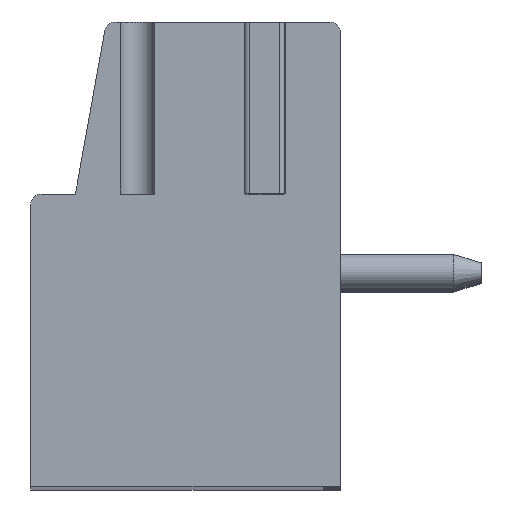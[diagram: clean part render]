
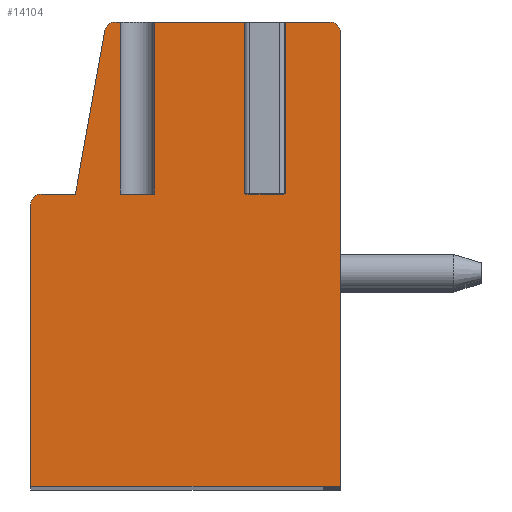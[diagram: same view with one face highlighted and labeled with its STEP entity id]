
A CAD part, top view. The second image highlights one B-rep face of the part: STEP entity #14104.
In plain terms, the highlighted planar face has unit normal (0, 0, 1).
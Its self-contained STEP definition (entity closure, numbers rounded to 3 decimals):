
#52=DIRECTION('',(1.,0.,0.));
#53=VECTOR('',#52,1.);
#54=CARTESIAN_POINT('',(-1.9,3.36,57.5));
#55=LINE('',#54,#53);
#56=DIRECTION('',(0.,1.,0.));
#57=VECTOR('',#56,5.);
#58=CARTESIAN_POINT('',(-0.9,3.36,57.5));
#59=LINE('',#58,#57);
#60=DIRECTION('',(-1.,0.,0.));
#61=VECTOR('',#60,2.8);
#62=CARTESIAN_POINT('',(1.9,8.36,57.5));
#63=LINE('',#62,#61);
#64=DIRECTION('',(0.,1.,0.));
#65=VECTOR('',#64,5.);
#66=CARTESIAN_POINT('',(1.9,3.36,57.5));
#67=LINE('',#66,#65);
#68=DIRECTION('',(1.,0.,0.));
#69=VECTOR('',#68,0.8);
#70=CARTESIAN_POINT('',(1.9,3.36,57.5));
#71=LINE('',#70,#69);
#72=DIRECTION('',(0.,1.,0.));
#73=VECTOR('',#72,5.);
#74=CARTESIAN_POINT('',(2.7,3.36,57.5));
#75=LINE('',#74,#73);
#76=DIRECTION('',(-1.,0.,0.));
#77=VECTOR('',#76,1.5);
#78=CARTESIAN_POINT('',(4.2,8.36,57.5));
#79=LINE('',#78,#77);
#80=CARTESIAN_POINT('',(4.2,8.06,57.5));
#81=DIRECTION('',(0.,0.,1.));
#82=DIRECTION('',(1.,0.,0.));
#83=AXIS2_PLACEMENT_3D('',#80,#81,#82);
#85=DIRECTION('',(0.,1.,0.));
#86=VECTOR('',#85,13.2);
#87=CARTESIAN_POINT('',(4.5,-5.14,57.5));
#88=LINE('',#87,#86);
#89=DIRECTION('',(1.,0.,0.));
#90=VECTOR('',#89,9.);
#91=CARTESIAN_POINT('',(-4.5,-5.14,57.5));
#92=LINE('',#91,#90);
#93=DIRECTION('',(0.,-1.,0.));
#94=VECTOR('',#93,8.2);
#95=CARTESIAN_POINT('',(-4.5,3.06,57.5));
#96=LINE('',#95,#94);
#97=CARTESIAN_POINT('',(-4.2,3.06,57.5));
#98=DIRECTION('',(0.,0.,1.));
#99=DIRECTION('',(0.,1.,0.));
#100=AXIS2_PLACEMENT_3D('',#97,#98,#99);
#102=DIRECTION('',(-1.,0.,0.));
#103=VECTOR('',#102,1.);
#104=CARTESIAN_POINT('',(-3.2,3.36,57.5));
#105=LINE('',#104,#103);
#106=DIRECTION('',(-0.177,-0.984,0.));
#107=VECTOR('',#106,4.829);
#108=CARTESIAN_POINT('',(-2.345,8.113,57.5));
#109=LINE('',#108,#107);
#110=CARTESIAN_POINT('',(-2.05,8.06,57.5));
#111=DIRECTION('',(0.,0.,1.));
#112=DIRECTION('',(0.,1.,0.));
#113=AXIS2_PLACEMENT_3D('',#110,#111,#112);
#115=DIRECTION('',(-1.,0.,0.));
#116=VECTOR('',#115,0.15);
#117=CARTESIAN_POINT('',(-1.9,8.36,57.5));
#118=LINE('',#117,#116);
#119=DIRECTION('',(0.,1.,0.));
#120=VECTOR('',#119,5.);
#121=CARTESIAN_POINT('',(-1.9,3.36,57.5));
#122=LINE('',#121,#120);
#10934=CARTESIAN_POINT('',(4.5,-5.14,57.5));
#10935=CARTESIAN_POINT('',(4.5,8.06,57.5));
#10936=VERTEX_POINT('',#10934);
#10937=VERTEX_POINT('',#10935);
#10938=CARTESIAN_POINT('',(4.2,8.36,57.5));
#10939=VERTEX_POINT('',#10938);
#10940=CARTESIAN_POINT('',(-2.05,8.36,57.5));
#10941=CARTESIAN_POINT('',(-2.345,8.113,57.5));
#10942=VERTEX_POINT('',#10940);
#10943=VERTEX_POINT('',#10941);
#10944=CARTESIAN_POINT('',(-3.2,3.36,57.5));
#10945=VERTEX_POINT('',#10944);
#10946=CARTESIAN_POINT('',(-4.2,3.36,57.5));
#10947=VERTEX_POINT('',#10946);
#10948=CARTESIAN_POINT('',(-4.5,3.06,57.5));
#10949=VERTEX_POINT('',#10948);
#10950=CARTESIAN_POINT('',(-4.5,-5.14,57.5));
#10951=VERTEX_POINT('',#10950);
#11239=CARTESIAN_POINT('',(1.9,3.36,57.5));
#11240=CARTESIAN_POINT('',(2.7,3.36,57.5));
#11241=VERTEX_POINT('',#11239);
#11242=VERTEX_POINT('',#11240);
#11243=CARTESIAN_POINT('',(2.7,8.36,57.5));
#11244=VERTEX_POINT('',#11243);
#11245=CARTESIAN_POINT('',(1.9,8.36,57.5));
#11246=VERTEX_POINT('',#11245);
#11267=CARTESIAN_POINT('',(-1.9,3.36,57.5));
#11268=CARTESIAN_POINT('',(-0.9,3.36,57.5));
#11269=VERTEX_POINT('',#11267);
#11270=VERTEX_POINT('',#11268);
#11271=CARTESIAN_POINT('',(-0.9,8.36,57.5));
#11272=VERTEX_POINT('',#11271);
#11273=CARTESIAN_POINT('',(-1.9,8.36,57.5));
#11274=VERTEX_POINT('',#11273);
#14063=CARTESIAN_POINT('',(0.,0.,57.5));
#14064=DIRECTION('',(0.,0.,1.));
#14065=DIRECTION('',(1.,0.,0.));
#14066=AXIS2_PLACEMENT_3D('',#14063,#14064,#14065);
#14067=PLANE('',#14066);
#14069=ORIENTED_EDGE('',*,*,#14068,.T.);
#14071=ORIENTED_EDGE('',*,*,#14070,.T.);
#14073=ORIENTED_EDGE('',*,*,#14072,.F.);
#14075=ORIENTED_EDGE('',*,*,#14074,.F.);
#14077=ORIENTED_EDGE('',*,*,#14076,.T.);
#14079=ORIENTED_EDGE('',*,*,#14078,.T.);
#14081=ORIENTED_EDGE('',*,*,#14080,.F.);
#14083=ORIENTED_EDGE('',*,*,#14082,.F.);
#14085=ORIENTED_EDGE('',*,*,#14084,.F.);
#14087=ORIENTED_EDGE('',*,*,#14086,.F.);
#14089=ORIENTED_EDGE('',*,*,#14088,.F.);
#14091=ORIENTED_EDGE('',*,*,#14090,.F.);
#14093=ORIENTED_EDGE('',*,*,#14092,.F.);
#14095=ORIENTED_EDGE('',*,*,#14094,.F.);
#14097=ORIENTED_EDGE('',*,*,#14096,.F.);
#14099=ORIENTED_EDGE('',*,*,#14098,.F.);
#14101=ORIENTED_EDGE('',*,*,#14100,.F.);
#14102=EDGE_LOOP('',(#14069,#14071,#14073,#14075,#14077,#14079,#14081,#14083,
#14085,#14087,#14089,#14091,#14093,#14095,#14097,#14099,#14101));
#14103=FACE_OUTER_BOUND('',#14102,.F.);
#84=CIRCLE('',#83,0.3);
#101=CIRCLE('',#100,0.3);
#114=CIRCLE('',#113,0.3);
#14068=EDGE_CURVE('',#11269,#11270,#55,.T.);
#14070=EDGE_CURVE('',#11270,#11272,#59,.T.);
#14072=EDGE_CURVE('',#11246,#11272,#63,.T.);
#14074=EDGE_CURVE('',#11241,#11246,#67,.T.);
#14076=EDGE_CURVE('',#11241,#11242,#71,.T.);
#14078=EDGE_CURVE('',#11242,#11244,#75,.T.);
#14080=EDGE_CURVE('',#10939,#11244,#79,.T.);
#14082=EDGE_CURVE('',#10937,#10939,#84,.T.);
#14084=EDGE_CURVE('',#10936,#10937,#88,.T.);
#14086=EDGE_CURVE('',#10951,#10936,#92,.T.);
#14088=EDGE_CURVE('',#10949,#10951,#96,.T.);
#14090=EDGE_CURVE('',#10947,#10949,#101,.T.);
#14092=EDGE_CURVE('',#10945,#10947,#105,.T.);
#14094=EDGE_CURVE('',#10943,#10945,#109,.T.);
#14096=EDGE_CURVE('',#10942,#10943,#114,.T.);
#14098=EDGE_CURVE('',#11274,#10942,#118,.T.);
#14100=EDGE_CURVE('',#11269,#11274,#122,.T.);
#14104=ADVANCED_FACE('',(#14103),#14067,.T.);
